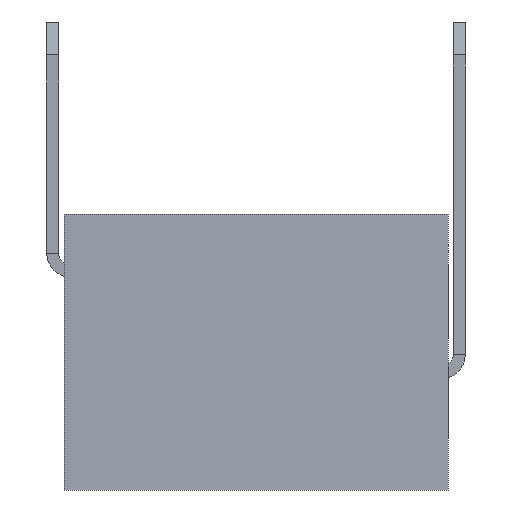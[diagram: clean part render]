
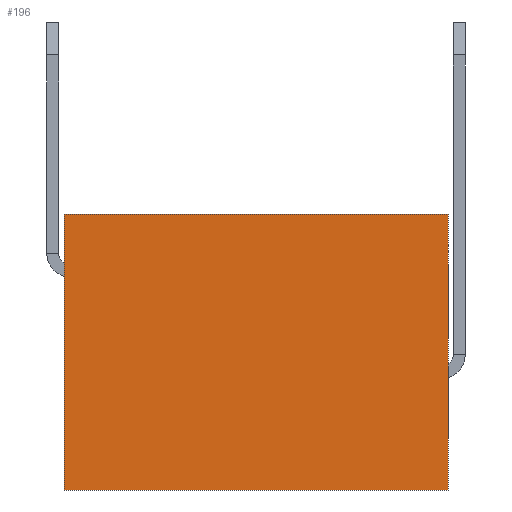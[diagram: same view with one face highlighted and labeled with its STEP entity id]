
A CAD part, left-side view. The second image highlights one B-rep face of the part: STEP entity #196.
In plain terms, the highlighted planar face has unit normal (-1, 0, 0).
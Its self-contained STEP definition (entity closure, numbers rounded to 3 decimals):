
#196=ADVANCED_FACE('',(#1034),#1035,.T.);
#1034=FACE_OUTER_BOUND('',#2525,.T.);
#1035=PLANE('',#2526);
#2525=EDGE_LOOP('',(#4497,#4498,#4499,#4500));
#2526=AXIS2_PLACEMENT_3D('',#4501,#4502,#4503);
#4497=ORIENTED_EDGE('',*,*,#9847,.T.);
#4498=ORIENTED_EDGE('',*,*,#9976,.T.);
#4499=ORIENTED_EDGE('',*,*,#9762,.F.);
#4500=ORIENTED_EDGE('',*,*,#9985,.F.);
#4501=CARTESIAN_POINT('',(-0.835,-2.4,-1.725));
#4502=DIRECTION('',(-1.0,0.0,0.0));
#4503=DIRECTION('',(0.0,0.0,1.0));
#9762=EDGE_CURVE('',#11626,#11628,#11629,.T.);
#9847=EDGE_CURVE('',#11791,#11789,#11792,.T.);
#9976=EDGE_CURVE('',#11789,#11628,#11991,.T.);
#9985=EDGE_CURVE('',#11791,#11626,#12000,.T.);
#11626=VERTEX_POINT('',#14628);
#11628=VERTEX_POINT('',#14631);
#11629=LINE('',#14632,#14633);
#11789=VERTEX_POINT('',#14876);
#11791=VERTEX_POINT('',#14879);
#11792=LINE('',#14880,#14881);
#11991=LINE('',#15208,#15209);
#12000=LINE('',#15226,#15227);
#14628=CARTESIAN_POINT('',(-0.835,2.4,-1.725));
#14631=CARTESIAN_POINT('',(-0.835,2.4,1.725));
#14632=CARTESIAN_POINT('',(-0.835,2.4,-1.725));
#14633=VECTOR('',#19562,3.45);
#14876=CARTESIAN_POINT('',(-0.835,-2.4,1.725));
#14879=CARTESIAN_POINT('',(-0.835,-2.4,-1.725));
#14880=CARTESIAN_POINT('',(-0.835,-2.4,-1.725));
#14881=VECTOR('',#19647,3.45);
#15208=CARTESIAN_POINT('',(-0.835,-2.4,1.725));
#15209=VECTOR('',#19776,4.8);
#15226=CARTESIAN_POINT('',(-0.835,-2.4,-1.725));
#15227=VECTOR('',#19785,4.8);
#19562=DIRECTION('',(0.0,0.0,1.0));
#19647=DIRECTION('',(0.0,0.0,1.0));
#19776=DIRECTION('',(0.0,1.0,0.0));
#19785=DIRECTION('',(0.0,1.0,0.0));
